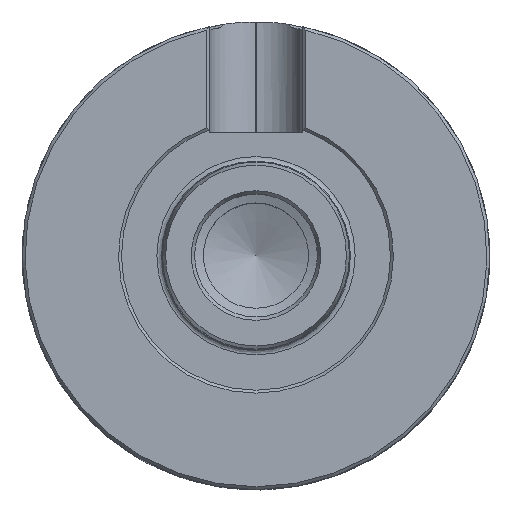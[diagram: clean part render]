
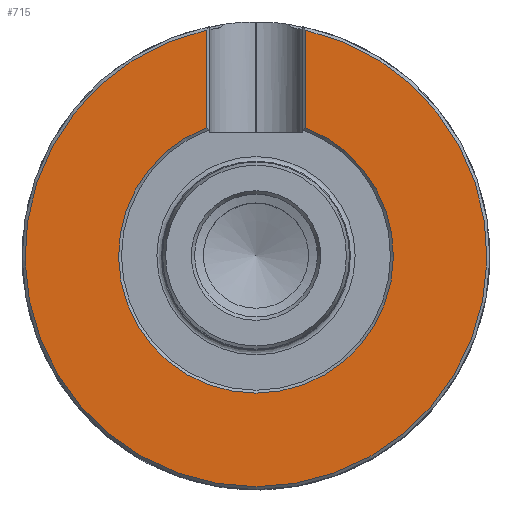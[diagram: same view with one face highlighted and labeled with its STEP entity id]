
A CAD part, top view. The second image highlights one B-rep face of the part: STEP entity #715.
In plain terms, the highlighted face is planar.
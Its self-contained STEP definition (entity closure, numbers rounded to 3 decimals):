
#477=PLANE('',#7838);
#715=ADVANCED_FACE('CU_VLE_LO_SU_1',(#1222),#477,.T.);
#1222=FACE_OUTER_BOUND('',#1606,.T.);
#1606=EDGE_LOOP('',(#3824,#3825,#3826,#3827));
#2396=LINE('',#16584,#2878);
#2397=LINE('',#16588,#2879);
#2878=VECTOR('',#8757,1.);
#2879=VECTOR('',#8760,1.);
#3824=ORIENTED_EDGE('',*,*,#6584,.F.);
#3825=ORIENTED_EDGE('',*,*,#6586,.T.);
#3826=ORIENTED_EDGE('',*,*,#6587,.T.);
#3827=ORIENTED_EDGE('',*,*,#6588,.T.);
#5856=VERTEX_POINT('',#16576);
#5857=VERTEX_POINT('',#16578);
#5858=VERTEX_POINT('',#16585);
#5859=VERTEX_POINT('',#16587);
#6584=EDGE_CURVE('',#5856,#5857,#7499,.T.);
#6586=EDGE_CURVE('',#5856,#5858,#2396,.T.);
#6587=EDGE_CURVE('',#5858,#5859,#7500,.T.);
#6588=EDGE_CURVE('',#5859,#5857,#2397,.T.);
#7499=CIRCLE('',#7835,23.5);
#7500=CIRCLE('',#7837,39.5);
#7835=AXIS2_PLACEMENT_3D('',#16577,#8753,#8754);
#7837=AXIS2_PLACEMENT_3D('',#16586,#8758,#8759);
#7838=AXIS2_PLACEMENT_3D('',#16589,#8761,#8762);
#8753=DIRECTION('',(0.,1.,0.));
#8754=DIRECTION('',(-1.,0.,0.));
#8757=DIRECTION('',(0.,0.,1.));
#8758=DIRECTION('',(0.,1.,0.));
#8759=DIRECTION('',(-1.,0.,0.));
#8760=DIRECTION('',(0.,0.,-1.));
#8761=DIRECTION('',(0.,1.,0.));
#8762=DIRECTION('',(-1.,0.,0.));
#16576=CARTESIAN_POINT('',(8.511,0.,21.905));
#16577=CARTESIAN_POINT('',(0.,0.,0.));
#16578=CARTESIAN_POINT('',(-8.511,0.,21.905));
#16584=CARTESIAN_POINT('',(8.511,0.,23.5));
#16585=CARTESIAN_POINT('',(8.511,0.,38.572));
#16586=CARTESIAN_POINT('',(0.,0.,0.));
#16587=CARTESIAN_POINT('',(-8.511,0.,38.572));
#16588=CARTESIAN_POINT('',(-8.511,0.,23.5));
#16589=CARTESIAN_POINT('',(0.,0.,23.5));
